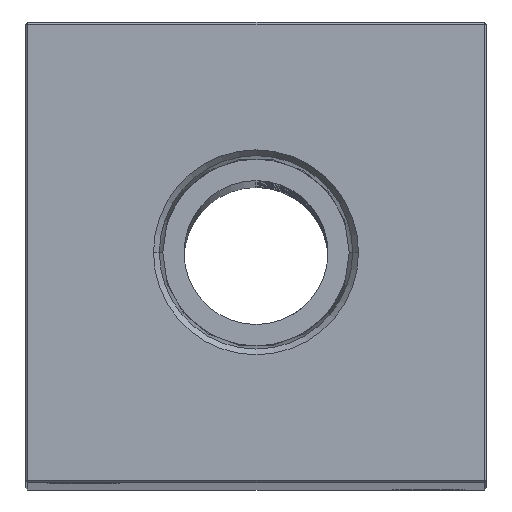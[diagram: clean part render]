
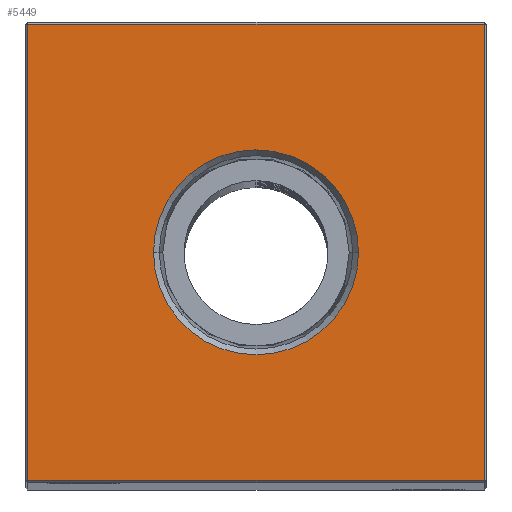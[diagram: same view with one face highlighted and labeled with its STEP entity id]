
A CAD part, top view. The second image highlights one B-rep face of the part: STEP entity #5449.
In plain terms, the highlighted planar face has unit normal (0, 0, 1).
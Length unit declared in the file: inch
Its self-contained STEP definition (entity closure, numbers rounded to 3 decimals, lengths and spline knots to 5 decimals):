
#99 = ORIENTED_EDGE ( 'NONE', *, *, #27694, .T. ) ;
#764 = VERTEX_POINT ( 'NONE', #5073 ) ;
#1529 = CARTESIAN_POINT ( 'NONE',  ( -0.44487, 0., 18.25 ) ) ;
#2329 = CARTESIAN_POINT ( 'NONE',  ( 0., -0.99, 18.25 ) ) ;
#3124 = EDGE_LOOP ( 'NONE', ( #24685, #99, #12926, #19046 ) ) ;
#3872 = LINE ( 'NONE', #14954, #35601 ) ;
#4127 = VERTEX_POINT ( 'NONE', #1529 ) ;
#4992 = CARTESIAN_POINT ( 'NONE',  ( -0.99, -0.99, 18.25 ) ) ;
#5027 = PLANE ( 'NONE',  #10629 ) ;
#5073 = CARTESIAN_POINT ( 'NONE',  ( 0.99, -0.99, 18.25 ) ) ;
#5449 = ADVANCED_FACE ( 'NONE', ( #18851, #30013 ), #5027, .F. ) ;
#6050 = DIRECTION ( 'NONE',  ( 0., 0., 1. ) ) ;
#6558 = ORIENTED_EDGE ( 'NONE', *, *, #7970, .F. ) ;
#7970 = EDGE_CURVE ( 'NONE', #14172, #4127, #27018, .T. ) ;
#8081 = CARTESIAN_POINT ( 'NONE',  ( 0., 0., 18.25 ) ) ;
#8342 = LINE ( 'NONE', #19480, #22299 ) ;
#8537 = LINE ( 'NONE', #19684, #13920 ) ;
#9902 = VECTOR ( 'NONE', #13409, 39.37008 ) ;
#10070 = EDGE_CURVE ( 'NONE', #33964, #14749, #8342, .T. ) ;
#10629 = AXIS2_PLACEMENT_3D ( 'NONE', #8081, #19205, #30373 ) ;
#11272 = AXIS2_PLACEMENT_3D ( 'NONE', #11908, #23032, #34218 ) ;
#11379 = CARTESIAN_POINT ( 'NONE',  ( -0.99, 0.99, 18.25 ) ) ;
#11908 = CARTESIAN_POINT ( 'NONE',  ( 0., 0., 18.25 ) ) ;
#12063 = ORIENTED_EDGE ( 'NONE', *, *, #18549, .F. ) ;
#12926 = ORIENTED_EDGE ( 'NONE', *, *, #18222, .T. ) ;
#13409 = DIRECTION ( 'NONE',  ( 1., 0., 0. ) ) ;
#13920 = VECTOR ( 'NONE', #30834, 39.37008 ) ;
#14172 = VERTEX_POINT ( 'NONE', #15994 ) ;
#14749 = VERTEX_POINT ( 'NONE', #11379 ) ;
#14954 = CARTESIAN_POINT ( 'NONE',  ( -0.99, 0., 18.25 ) ) ;
#15105 = AXIS2_PLACEMENT_3D ( 'NONE', #31053, #6050, #17153 ) ;
#15319 = VERTEX_POINT ( 'NONE', #4992 ) ;
#15994 = CARTESIAN_POINT ( 'NONE',  ( 0.44487, 0., 18.25 ) ) ;
#17153 = DIRECTION ( 'NONE',  ( 1., 0., 0. ) ) ;
#18222 = EDGE_CURVE ( 'NONE', #764, #33964, #8537, .T. ) ;
#18549 = EDGE_CURVE ( 'NONE', #4127, #14172, #30889, .T. ) ;
#18851 = FACE_OUTER_BOUND ( 'NONE', #3124, .T. ) ;
#19046 = ORIENTED_EDGE ( 'NONE', *, *, #10070, .T. ) ;
#19205 = DIRECTION ( 'NONE',  ( 0., 0., -1. ) ) ;
#19480 = CARTESIAN_POINT ( 'NONE',  ( 0., 0.99, 18.25 ) ) ;
#19684 = CARTESIAN_POINT ( 'NONE',  ( 0.99, 0., 18.25 ) ) ;
#22299 = VECTOR ( 'NONE', #30635, 39.37008 ) ;
#23032 = DIRECTION ( 'NONE',  ( 0., 0., 1. ) ) ;
#24003 = CARTESIAN_POINT ( 'NONE',  ( 0.99, 0.99, 18.25 ) ) ;
#24685 = ORIENTED_EDGE ( 'NONE', *, *, #27281, .T. ) ;
#26133 = DIRECTION ( 'NONE',  ( 0., -1., 0. ) ) ;
#27018 = CIRCLE ( 'NONE', #11272, 0.44487 ) ;
#27281 = EDGE_CURVE ( 'NONE', #14749, #15319, #3872, .T. ) ;
#27315 = LINE ( 'NONE', #2329, #9902 ) ;
#27694 = EDGE_CURVE ( 'NONE', #15319, #764, #27315, .T. ) ;
#30013 = FACE_BOUND ( 'NONE', #31621, .T. ) ;
#30373 = DIRECTION ( 'NONE',  ( -1., 0., 0. ) ) ;
#30635 = DIRECTION ( 'NONE',  ( -1., 0., 0. ) ) ;
#30834 = DIRECTION ( 'NONE',  ( 0., 1., 0. ) ) ;
#30889 = CIRCLE ( 'NONE', #15105, 0.44487 ) ;
#31053 = CARTESIAN_POINT ( 'NONE',  ( 0., 0., 18.25 ) ) ;
#31621 = EDGE_LOOP ( 'NONE', ( #6558, #12063 ) ) ;
#33964 = VERTEX_POINT ( 'NONE', #24003 ) ;
#34218 = DIRECTION ( 'NONE',  ( 1., 0., 0. ) ) ;
#35601 = VECTOR ( 'NONE', #26133, 39.37008 ) ;
